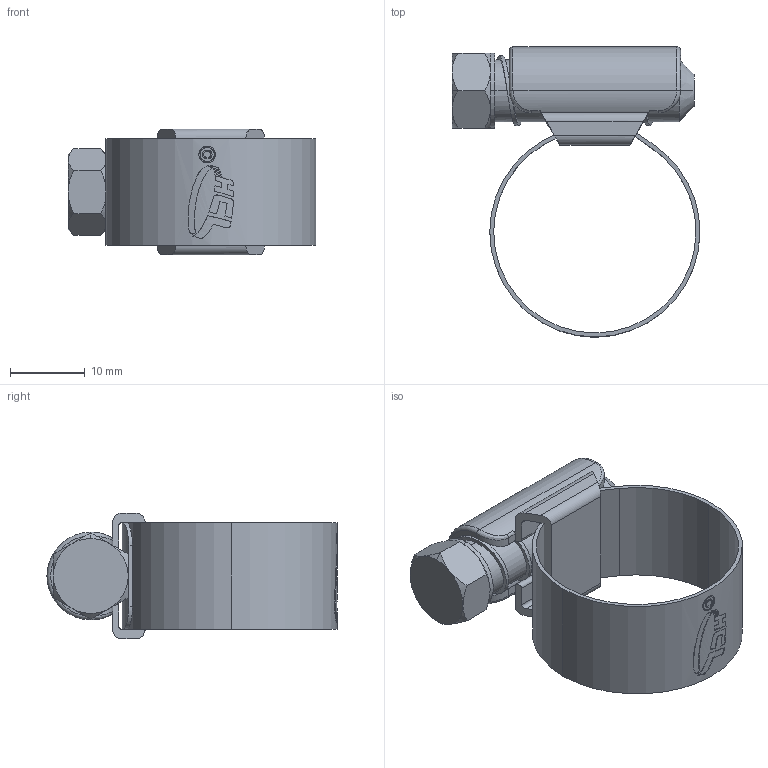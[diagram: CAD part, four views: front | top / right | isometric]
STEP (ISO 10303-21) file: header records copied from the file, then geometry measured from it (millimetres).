
FILE_DESCRIPTION (( 'STEP AP214' ), '1' );
FILE_NAME ('TRI-54-0-CH-10.step', '2025-08-01T11:07:40', ( '' ), ( '' ), 'SwSTEP 2.0', 'SolidWorks 2025', '' );
FILE_SCHEMA (( 'AUTOMOTIVE_DESIGN' ));
Length unit declared in the file: millimetre
Products named in the file (1): TRI-54-0-CH-10
Bounding box: 33.09 x 38.73 x 16.8 mm (x, y, z)
Volume: 3579.3 mm3; surface area: 5701.4 mm2
Topology: 3 solids, 3 shells, 212 faces, 566 edges, 369 vertices
Faces by surface type: cylinder 101, bspline 58, plane 35, cone 16, torus 2
Entity records: 14111 total; most frequent: CARTESIAN_POINT 9522, ORIENTED_EDGE 1132, DIRECTION 640, EDGE_CURVE 566, VERTEX_POINT 369, B_SPLINE_CURVE_WITH_KNOTS 264, EDGE_LOOP 223, LINE 214
